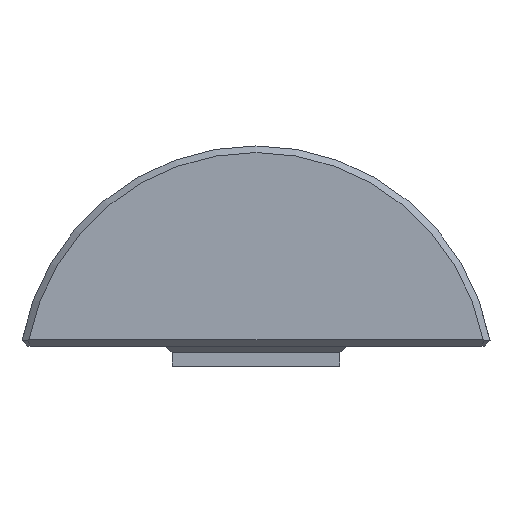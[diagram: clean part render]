
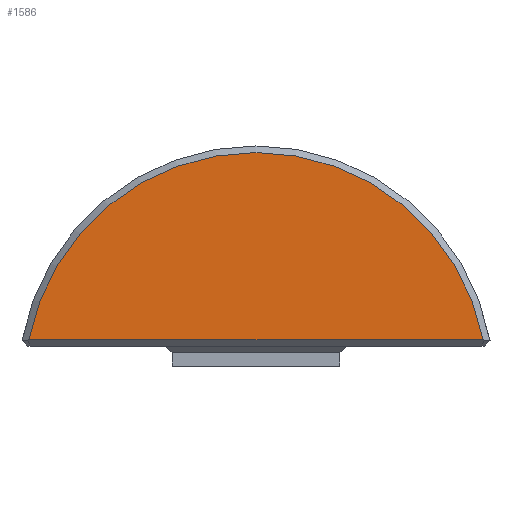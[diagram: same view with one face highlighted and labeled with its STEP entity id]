
A CAD part, left-side view. The second image highlights one B-rep face of the part: STEP entity #1586.
In plain terms, the highlighted planar face has unit normal (-1, 0, 0).
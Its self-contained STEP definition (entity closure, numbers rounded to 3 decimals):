
#1563=CARTESIAN_POINT('Axis2P3D Location',(-66.5,0.,0.)) ;
#1568=CARTESIAN_POINT('Line Origine',(-66.5,0.,8.35)) ;
#1572=CARTESIAN_POINT('Vertex',(-66.5,-17.176,8.35)) ;
#1574=CARTESIAN_POINT('Vertex',(-66.5,17.176,8.35)) ;
#1577=CARTESIAN_POINT('Axis2P3D Location',(-66.5,0.,5.)) ;
#1564=DIRECTION('Axis2P3D Direction',(1.,0.,0.)) ;
#1565=DIRECTION('Axis2P3D XDirection',(0.,1.,0.)) ;
#1569=DIRECTION('Vector Direction',(0.,-1.,0.)) ;
#1578=DIRECTION('Axis2P3D Direction',(1.,0.,0.)) ;
#1566=AXIS2_PLACEMENT_3D('Plane Axis2P3D',#1563,#1564,#1565) ;
#1579=AXIS2_PLACEMENT_3D('Circle Axis2P3D',#1577,#1578,$) ;
#1583=ORIENTED_EDGE('',*,*,#1576,.F.) ;
#1584=ORIENTED_EDGE('',*,*,#1581,.F.) ;
#1570=VECTOR('Line Direction',#1569,1.) ;
#1586=ADVANCED_FACE('Hauptk\X2\00F6\X0\rper',(#1585),#1567,.F.) ;
#1580=CIRCLE('generated circle',#1579,17.5) ;
#1576=EDGE_CURVE('',#1573,#1575,#1571,.F.) ;
#1581=EDGE_CURVE('',#1575,#1573,#1580,.T.) ;
#1582=EDGE_LOOP('',(#1583,#1584)) ;
#1585=FACE_OUTER_BOUND('',#1582,.T.) ;
#1571=LINE('Line',#1568,#1570) ;
#1567=PLANE('Plane',#1566) ;
#1573=VERTEX_POINT('',#1572) ;
#1575=VERTEX_POINT('',#1574) ;
